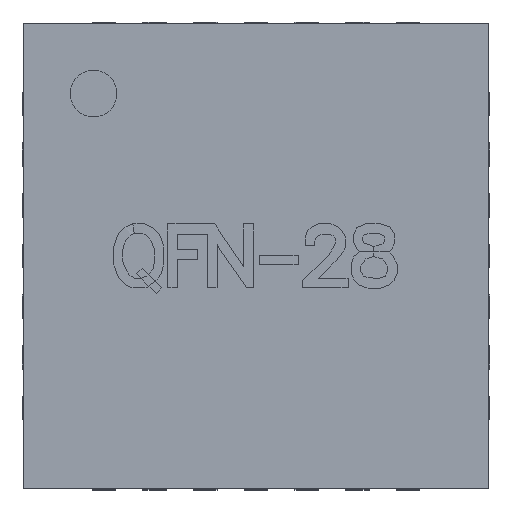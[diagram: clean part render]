
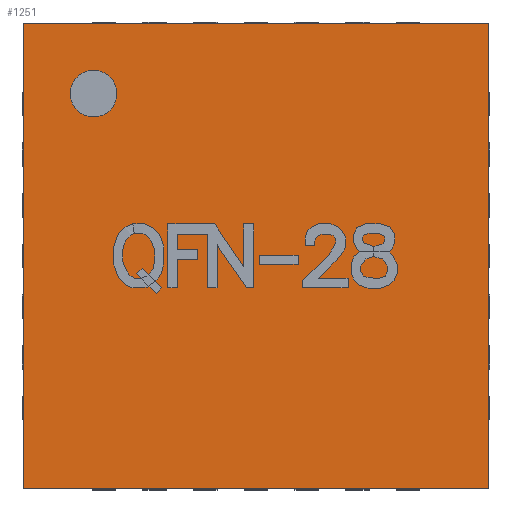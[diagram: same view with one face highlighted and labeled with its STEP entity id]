
A CAD part, top view. The second image highlights one B-rep face of the part: STEP entity #1251.
In plain terms, the highlighted planar face has unit normal (0, 0, 1).
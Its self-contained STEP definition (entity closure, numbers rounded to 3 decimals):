
#1173 = ORIENTED_EDGE ( 'NONE', *, *, #1224, .T. ) ;
#1224 = EDGE_CURVE ( 'NONE', #1225, #1226, #4587, .T. ) ;
#1225 = VERTEX_POINT ( 'NONE', #4580 ) ;
#1226 = VERTEX_POINT ( 'NONE', #4579 ) ;
#1227 = ORIENTED_EDGE ( 'NONE', *, *, #1228, .T. ) ;
#1228 = EDGE_CURVE ( 'NONE', #1226, #1229, #4578, .T. ) ;
#1229 = VERTEX_POINT ( 'NONE', #4574 ) ;
#1230 = ORIENTED_EDGE ( 'NONE', *, *, #1231, .T. ) ;
#1231 = EDGE_CURVE ( 'NONE', #1229, #1232, #4573, .T. ) ;
#1232 = VERTEX_POINT ( 'NONE', #4569 ) ;
#1233 = ORIENTED_EDGE ( 'NONE', *, *, #1234, .T. ) ;
#1234 = EDGE_CURVE ( 'NONE', #1232, #1225, #4568, .T. ) ;
#1248 = EDGE_LOOP ( 'NONE', ( #1173, #1227, #1230, #1233 ) ) ;
#1251 = ADVANCED_FACE ( 'NONE', ( #4599 ), #4598, .F. ) ;
#4565 = DIRECTION ( 'NONE',  ( 1., 0., 0. ) ) ;
#4566 = VECTOR ( 'NONE', #4565, 1000. ) ;
#4567 = CARTESIAN_POINT ( 'NONE',  ( -2.98, -2.98, 0.98 ) ) ;
#4568 = LINE ( 'NONE', #4567, #4566 ) ;
#4569 = CARTESIAN_POINT ( 'NONE',  ( -2.98, -2.98, 0.98 ) ) ;
#4570 = DIRECTION ( 'NONE',  ( 0., -1., 0. ) ) ;
#4571 = VECTOR ( 'NONE', #4570, 1000. ) ;
#4572 = CARTESIAN_POINT ( 'NONE',  ( -2.98, 2.98, 0.98 ) ) ;
#4573 = LINE ( 'NONE', #4572, #4571 ) ;
#4574 = CARTESIAN_POINT ( 'NONE',  ( -2.98, 2.98, 0.98 ) ) ;
#4575 = DIRECTION ( 'NONE',  ( -1., 0., 0. ) ) ;
#4576 = VECTOR ( 'NONE', #4575, 1000. ) ;
#4577 = CARTESIAN_POINT ( 'NONE',  ( 2.98, 2.98, 0.98 ) ) ;
#4578 = LINE ( 'NONE', #4577, #4576 ) ;
#4579 = CARTESIAN_POINT ( 'NONE',  ( 2.98, 2.98, 0.98 ) ) ;
#4580 = CARTESIAN_POINT ( 'NONE',  ( 2.98, -2.98, 0.98 ) ) ;
#4581 = DIRECTION ( 'NONE',  ( 0., 1., 0. ) ) ;
#4582 = VECTOR ( 'NONE', #4581, 1000. ) ;
#4583 = CARTESIAN_POINT ( 'NONE',  ( 2.98, -2.98, 0.98 ) ) ;
#4587 = LINE ( 'NONE', #4583, #4582 ) ;
#4595 = DIRECTION ( 'NONE',  ( 0., 0., -1. ) ) ;
#4596 = CARTESIAN_POINT ( 'NONE',  ( -2.98, -2.98, 0.98 ) ) ;
#4597 = AXIS2_PLACEMENT_3D ( 'NONE', #4596, #4595, #4653 ) ;
#4598 = PLANE ( 'NONE',  #4597 ) ;
#4599 = FACE_OUTER_BOUND ( 'NONE', #1248, .T. ) ;
#4653 = DIRECTION ( 'NONE',  ( -1., 0., 0. ) ) ;
